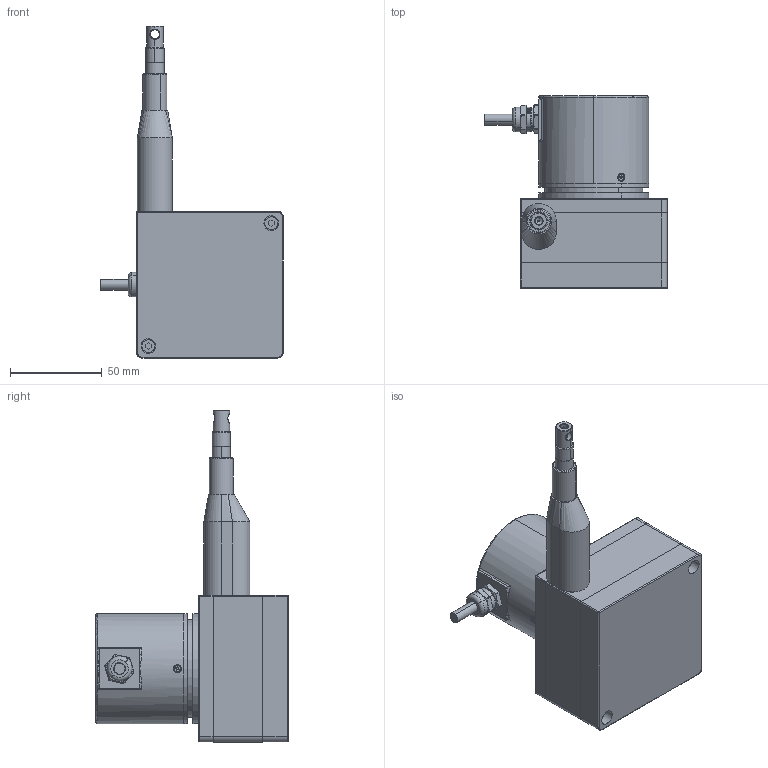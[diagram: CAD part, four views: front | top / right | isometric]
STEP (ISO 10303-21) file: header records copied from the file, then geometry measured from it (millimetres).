
FILE_DESCRIPTION(('CATIA V5 STEP Exchange'),'2;1');
FILE_NAME('FLTF81-ASM-JDCA58.stp','2026-02-04T08:03:17+00:00',('none'),('none'),'CATIA Version 5 Release 21 GA (IN-10)','CATIA V5 STEP AP203','none');
FILE_SCHEMA(('CONFIG_CONTROL_DESIGN'));
Length unit declared in the file: millimetre
Products named in the file (5): FLTF81_ASM; FLTF81_COMPONENTS; FLTF81_BOLTS; FLTF81_ACCESSORIES; LTF63_DXZ
Assembly tree (17 placements, depth 3):
  FLTF81_ASM
    FLTF81_COMPONENTS
      #66
    FLTF81_BOLTS
      #14276  x4
    FLTF81_ACCESSORIES
    LTF63_DXZ
      #14794
      #15130
    #15743
    #16500
    #17904
    #18192
    #18598
    #19042
Bounding box: 99.47 x 105 x 181 mm (x, y, z)
Volume: 336695.3 mm3; surface area: 86719.9 mm2
Topology: 12 solids, 26 shells, 596 faces, 1579 edges, 1041 vertices
Faces by surface type: cylinder 196, plane 166, bspline 135, cone 57, torus 40, sphere 2
Entity records: 19447 total; most frequent: CARTESIAN_POINT 7609, ORIENTED_EDGE 2655, DIRECTION 1690, EDGE_CURVE 1471, VERTEX_POINT 975, AXIS2_PLACEMENT_3D 835, EDGE_LOOP 621, ADVANCED_FACE 548
